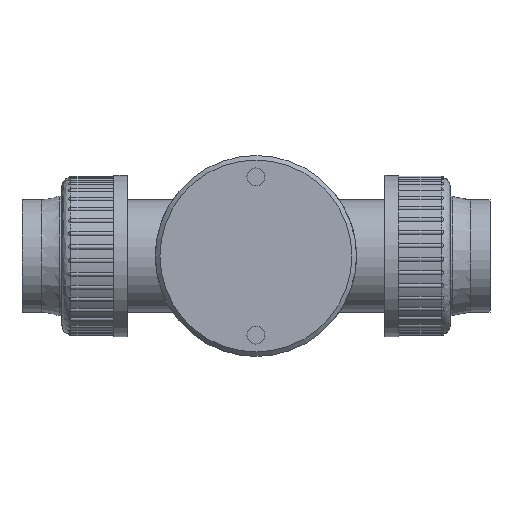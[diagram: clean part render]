
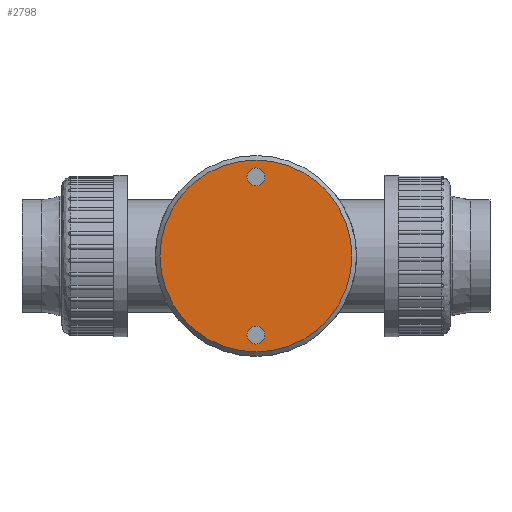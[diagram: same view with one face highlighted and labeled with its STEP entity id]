
A CAD part, front view. The second image highlights one B-rep face of the part: STEP entity #2798.
In plain terms, the highlighted planar face has unit normal (0, -1, 0).
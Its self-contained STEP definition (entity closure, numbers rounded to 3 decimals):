
#120 = EDGE_LOOP ( 'NONE', ( #1288 ) ) ;
#152 = EDGE_CURVE ( 'NONE', #2579, #2579, #1056, .T. ) ;
#431 = VERTEX_POINT ( 'NONE', #9809 ) ;
#586 = DIRECTION ( 'NONE',  ( 0., -1., 0. ) ) ;
#795 = CARTESIAN_POINT ( 'NONE',  ( 0., 0., 42.5 ) ) ;
#1056 = CIRCLE ( 'NONE', #6938, 42.5 ) ;
#1210 = AXIS2_PLACEMENT_3D ( 'NONE', #10081, #4432, #4487 ) ;
#1288 = ORIENTED_EDGE ( 'NONE', *, *, #152, .T. ) ;
#2278 = FACE_BOUND ( 'NONE', #3869, .T. ) ;
#2476 = FACE_OUTER_BOUND ( 'NONE', #120, .T. ) ;
#2579 = VERTEX_POINT ( 'NONE', #795 ) ;
#2748 = CARTESIAN_POINT ( 'NONE',  ( 0., 0., 31.031 ) ) ;
#2780 = ORIENTED_EDGE ( 'NONE', *, *, #7377, .F. ) ;
#2798 = ADVANCED_FACE ( 'NONE', ( #2476, #5667, #2278 ), #5472, .F. ) ;
#3007 = DIRECTION ( 'NONE',  ( 0., 0., 1. ) ) ;
#3470 = VERTEX_POINT ( 'NONE', #2748 ) ;
#3869 = EDGE_LOOP ( 'NONE', ( #2780 ) ) ;
#4055 = CIRCLE ( 'NONE', #6571, 3.969 ) ;
#4432 = DIRECTION ( 'NONE',  ( 0., -1., 0. ) ) ;
#4487 = DIRECTION ( 'NONE',  ( 0., 0., -1. ) ) ;
#4684 = ORIENTED_EDGE ( 'NONE', *, *, #8593, .F. ) ;
#4850 = EDGE_LOOP ( 'NONE', ( #4684 ) ) ;
#5472 = PLANE ( 'NONE',  #9574 ) ;
#5505 = DIRECTION ( 'NONE',  ( 0., 0., -1. ) ) ;
#5667 = FACE_BOUND ( 'NONE', #4850, .T. ) ;
#6158 = DIRECTION ( 'NONE',  ( 0., -1., 0. ) ) ;
#6246 = CARTESIAN_POINT ( 'NONE',  ( 0., 0., 35. ) ) ;
#6308 = DIRECTION ( 'NONE',  ( 0., 0., 1. ) ) ;
#6571 = AXIS2_PLACEMENT_3D ( 'NONE', #6246, #586, #5505 ) ;
#6938 = AXIS2_PLACEMENT_3D ( 'NONE', #10190, #6158, #3007 ) ;
#7301 = DIRECTION ( 'NONE',  ( 0., 1., 0. ) ) ;
#7377 = EDGE_CURVE ( 'NONE', #431, #431, #9564, .T. ) ;
#8593 = EDGE_CURVE ( 'NONE', #3470, #3470, #4055, .T. ) ;
#8870 = CARTESIAN_POINT ( 'NONE',  ( 0., 0., 0. ) ) ;
#9564 = CIRCLE ( 'NONE', #1210, 3.969 ) ;
#9574 = AXIS2_PLACEMENT_3D ( 'NONE', #8870, #7301, #6308 ) ;
#9809 = CARTESIAN_POINT ( 'NONE',  ( 0., 0., -38.969 ) ) ;
#10081 = CARTESIAN_POINT ( 'NONE',  ( 0., 0., -35. ) ) ;
#10190 = CARTESIAN_POINT ( 'NONE',  ( 0., 0., 0. ) ) ;
